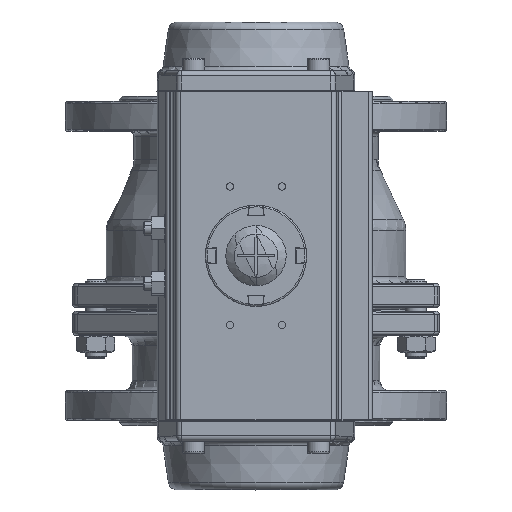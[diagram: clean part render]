
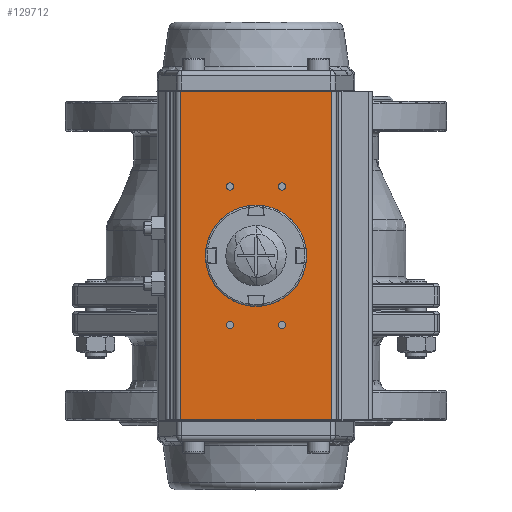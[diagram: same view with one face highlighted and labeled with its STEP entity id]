
A CAD part, top view. The second image highlights one B-rep face of the part: STEP entity #129712.
In plain terms, the highlighted planar face has unit normal (0, 0, 1).
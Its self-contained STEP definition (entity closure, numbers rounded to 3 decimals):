
#129573=CARTESIAN_POINT('',(-43.512,95.,284.197));
#129574=DIRECTION('',(-0.,-0.,-1.));
#129575=DIRECTION('',(-1.,0.,0.));
#129576=AXIS2_PLACEMENT_3D('',#129573,#129574,#129575);
#129577=PLANE('',#129576);
#129578=CARTESIAN_POINT('',(15.,-37.9,284.197));
#129579=VERTEX_POINT('',#129578);
#129580=CARTESIAN_POINT('',(15.,-42.1,284.197));
#129581=VERTEX_POINT('',#129580);
#129582=CARTESIAN_POINT('',(15.,-40.,284.197));
#129583=DIRECTION('',(0.,0.,1.));
#129584=DIRECTION('',(0.,1.,-0.));
#129585=AXIS2_PLACEMENT_3D('',#129582,#129583,#129584);
#129586=CIRCLE('',#129585,2.1);
#129587=EDGE_CURVE('NONE',#129579,#129581,#129586,.T.);
#129588=ORIENTED_EDGE('',*,*,#129587,.F.);
#129589=CARTESIAN_POINT('',(15.,-40.,284.197));
#129590=DIRECTION('',(0.,0.,1.));
#129591=DIRECTION('',(0.,1.,-0.));
#129592=AXIS2_PLACEMENT_3D('',#129589,#129590,#129591);
#129593=CIRCLE('',#129592,2.1);
#129594=EDGE_CURVE('NONE',#129581,#129579,#129593,.T.);
#129595=ORIENTED_EDGE('',*,*,#129594,.F.);
#129596=EDGE_LOOP('',(#129588,#129595));
#129597=FACE_BOUND('',#129596,.T.);
#129598=CARTESIAN_POINT('',(-15.,-37.9,284.197));
#129599=VERTEX_POINT('',#129598);
#129600=CARTESIAN_POINT('',(-15.,-42.1,284.197));
#129601=VERTEX_POINT('',#129600);
#129602=CARTESIAN_POINT('',(-15.,-40.,284.197));
#129603=DIRECTION('',(0.,0.,1.));
#129604=DIRECTION('',(0.,1.,-0.));
#129605=AXIS2_PLACEMENT_3D('',#129602,#129603,#129604);
#129606=CIRCLE('',#129605,2.1);
#129607=EDGE_CURVE('NONE',#129599,#129601,#129606,.T.);
#129608=ORIENTED_EDGE('',*,*,#129607,.F.);
#129609=CARTESIAN_POINT('',(-15.,-40.,284.197));
#129610=DIRECTION('',(0.,0.,1.));
#129611=DIRECTION('',(0.,1.,-0.));
#129612=AXIS2_PLACEMENT_3D('',#129609,#129610,#129611);
#129613=CIRCLE('',#129612,2.1);
#129614=EDGE_CURVE('NONE',#129601,#129599,#129613,.T.);
#129615=ORIENTED_EDGE('',*,*,#129614,.F.);
#129616=EDGE_LOOP('',(#129608,#129615));
#129617=FACE_BOUND('',#129616,.T.);
#129618=CARTESIAN_POINT('',(15.,42.1,284.197));
#129619=VERTEX_POINT('',#129618);
#129620=CARTESIAN_POINT('',(15.,37.9,284.197));
#129621=VERTEX_POINT('',#129620);
#129622=CARTESIAN_POINT('',(15.,40.,284.197));
#129623=DIRECTION('',(0.,0.,1.));
#129624=DIRECTION('',(0.,1.,-0.));
#129625=AXIS2_PLACEMENT_3D('',#129622,#129623,#129624);
#129626=CIRCLE('',#129625,2.1);
#129627=EDGE_CURVE('NONE',#129619,#129621,#129626,.T.);
#129628=ORIENTED_EDGE('',*,*,#129627,.F.);
#129629=CARTESIAN_POINT('',(15.,40.,284.197));
#129630=DIRECTION('',(0.,0.,1.));
#129631=DIRECTION('',(0.,1.,-0.));
#129632=AXIS2_PLACEMENT_3D('',#129629,#129630,#129631);
#129633=CIRCLE('',#129632,2.1);
#129634=EDGE_CURVE('NONE',#129621,#129619,#129633,.T.);
#129635=ORIENTED_EDGE('',*,*,#129634,.F.);
#129636=EDGE_LOOP('',(#129628,#129635));
#129637=FACE_BOUND('',#129636,.T.);
#129638=CARTESIAN_POINT('',(-15.,42.1,284.197));
#129639=VERTEX_POINT('',#129638);
#129640=CARTESIAN_POINT('',(-15.,37.9,284.197));
#129641=VERTEX_POINT('',#129640);
#129642=CARTESIAN_POINT('',(-15.,40.,284.197));
#129643=DIRECTION('',(0.,0.,1.));
#129644=DIRECTION('',(0.,1.,-0.));
#129645=AXIS2_PLACEMENT_3D('',#129642,#129643,#129644);
#129646=CIRCLE('',#129645,2.1);
#129647=EDGE_CURVE('NONE',#129639,#129641,#129646,.T.);
#129648=ORIENTED_EDGE('',*,*,#129647,.F.);
#129649=CARTESIAN_POINT('',(-15.,40.,284.197));
#129650=DIRECTION('',(0.,0.,1.));
#129651=DIRECTION('',(0.,1.,-0.));
#129652=AXIS2_PLACEMENT_3D('',#129649,#129650,#129651);
#129653=CIRCLE('',#129652,2.1);
#129654=EDGE_CURVE('NONE',#129641,#129639,#129653,.T.);
#129655=ORIENTED_EDGE('',*,*,#129654,.F.);
#129656=EDGE_LOOP('',(#129648,#129655));
#129657=FACE_BOUND('',#129656,.T.);
#129658=CARTESIAN_POINT('',(-43.512,94.747,284.197));
#129659=VERTEX_POINT('',#129658);
#129660=CARTESIAN_POINT('',(-43.512,-94.747,284.197));
#129661=VERTEX_POINT('',#129660);
#129662=CARTESIAN_POINT('',(-43.512,94.747,284.197));
#129663=DIRECTION('',(-0.,-1.,0.));
#129664=VECTOR('',#129663,189.494);
#129665=LINE('',#129662,#129664);
#129666=EDGE_CURVE('',#129659,#129661,#129665,.T.);
#129667=ORIENTED_EDGE('',*,*,#129666,.T.);
#129668=CARTESIAN_POINT('',(43.512,-94.747,284.197));
#129669=VERTEX_POINT('',#129668);
#129670=CARTESIAN_POINT('',(-43.512,-94.747,284.197));
#129671=DIRECTION('',(1.,-0.,-0.));
#129672=VECTOR('',#129671,87.023);
#129673=LINE('',#129670,#129672);
#129674=EDGE_CURVE('',#129661,#129669,#129673,.T.);
#129675=ORIENTED_EDGE('',*,*,#129674,.T.);
#129676=CARTESIAN_POINT('',(43.512,94.747,284.197));
#129677=VERTEX_POINT('',#129676);
#129678=CARTESIAN_POINT('',(43.512,94.747,284.197));
#129679=DIRECTION('',(-0.,-1.,0.));
#129680=VECTOR('',#129679,189.494);
#129681=LINE('',#129678,#129680);
#129682=EDGE_CURVE('',#129677,#129669,#129681,.T.);
#129683=ORIENTED_EDGE('',*,*,#129682,.F.);
#129684=CARTESIAN_POINT('',(43.512,94.747,284.197));
#129685=DIRECTION('',(-1.,0.,0.));
#129686=VECTOR('',#129685,87.023);
#129687=LINE('',#129684,#129686);
#129688=EDGE_CURVE('',#129677,#129659,#129687,.T.);
#129689=ORIENTED_EDGE('',*,*,#129688,.T.);
#129690=EDGE_LOOP('',(#129667,#129675,#129683,#129689));
#129691=FACE_BOUND('',#129690,.T.);
#129692=CARTESIAN_POINT('',(-0.,12.5,284.197));
#129693=VERTEX_POINT('',#129692);
#129694=CARTESIAN_POINT('',(-0.,-12.5,284.197));
#129695=VERTEX_POINT('',#129694);
#129696=CARTESIAN_POINT('',(-0.,0.,284.197));
#129697=DIRECTION('',(-0.,-0.,-1.));
#129698=DIRECTION('',(-0.,-1.,0.));
#129699=AXIS2_PLACEMENT_3D('',#129696,#129697,#129698);
#129700=CIRCLE('',#129699,12.5);
#129701=EDGE_CURVE('',#129693,#129695,#129700,.T.);
#129702=ORIENTED_EDGE('',*,*,#129701,.T.);
#129703=CARTESIAN_POINT('',(-0.,0.,284.197));
#129704=DIRECTION('',(-0.,-0.,-1.));
#129705=DIRECTION('',(-0.,-1.,0.));
#129706=AXIS2_PLACEMENT_3D('',#129703,#129704,#129705);
#129707=CIRCLE('',#129706,12.5);
#129708=EDGE_CURVE('',#129695,#129693,#129707,.T.);
#129709=ORIENTED_EDGE('',*,*,#129708,.T.);
#129710=EDGE_LOOP('',(#129702,#129709));
#129711=FACE_BOUND('',#129710,.T.);
#129712=ADVANCED_FACE('',(#129597,#129617,#129637,#129657,#129691,#129711),#129577,.F.);
